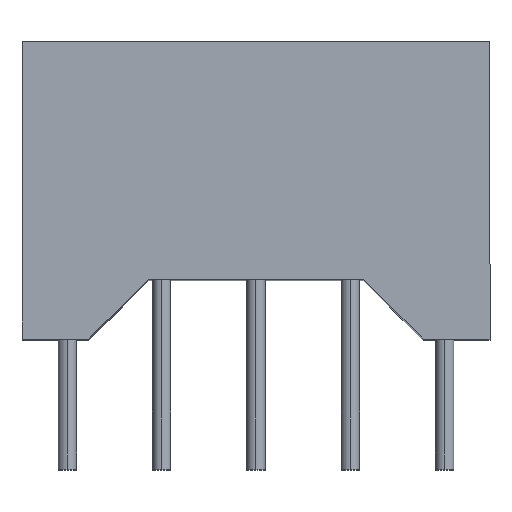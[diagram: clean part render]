
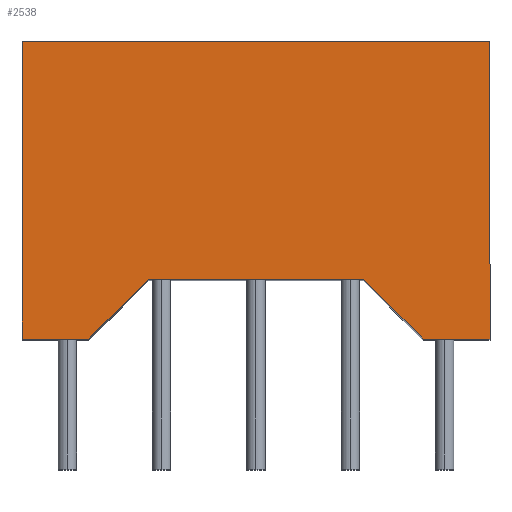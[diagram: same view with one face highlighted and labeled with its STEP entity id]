
A CAD part, top view. The second image highlights one B-rep face of the part: STEP entity #2538.
In plain terms, the highlighted planar face has unit normal (0, 0, 1).
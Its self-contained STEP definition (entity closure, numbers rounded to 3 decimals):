
#135 = EDGE_CURVE ( 'NONE', #902, #743, #1313, .T. ) ;
#311 = AXIS2_PLACEMENT_3D ( 'NONE', #3214, #3225, #3226 ) ;
#404 = EDGE_CURVE ( 'NONE', #743, #763, #2051, .T. ) ;
#407 = EDGE_CURVE ( 'NONE', #900, #902, #2035, .T. ) ;
#408 = EDGE_CURVE ( 'NONE', #763, #850, #2029, .T. ) ;
#416 = EDGE_CURVE ( 'NONE', #807, #900, #2010, .T. ) ;
#420 = EDGE_CURVE ( 'NONE', #752, #807, #1977, .T. ) ;
#441 = EDGE_CURVE ( 'NONE', #850, #790, #1885, .T. ) ;
#463 = EDGE_CURVE ( 'NONE', #790, #752, #1787, .T. ) ;
#743 = VERTEX_POINT ( 'NONE', #1131 ) ;
#752 = VERTEX_POINT ( 'NONE', #1134 ) ;
#763 = VERTEX_POINT ( 'NONE', #1136 ) ;
#790 = VERTEX_POINT ( 'NONE', #1159 ) ;
#807 = VERTEX_POINT ( 'NONE', #1162 ) ;
#822 = ORIENTED_EDGE ( 'NONE', *, *, #135, .T. ) ;
#850 = VERTEX_POINT ( 'NONE', #2206 ) ;
#900 = VERTEX_POINT ( 'NONE', #2214 ) ;
#902 = VERTEX_POINT ( 'NONE', #2218 ) ;
#1046 = CARTESIAN_POINT ( 'NONE',  ( -6.3, 0., 9.5 ) ) ;
#1047 = DIRECTION ( 'NONE',  ( 0., -1., 0. ) ) ;
#1131 = CARTESIAN_POINT ( 'NONE',  ( 6.3, 0., 9.5 ) ) ;
#1134 = CARTESIAN_POINT ( 'NONE',  ( -4.5, 0., 9.5 ) ) ;
#1136 = CARTESIAN_POINT ( 'NONE',  ( 6.3, 8., 9.5 ) ) ;
#1159 = CARTESIAN_POINT ( 'NONE',  ( -6.3, 0., 9.5 ) ) ;
#1162 = CARTESIAN_POINT ( 'NONE',  ( -2.9, 1.6, 9.5 ) ) ;
#1312 = VECTOR ( 'NONE', #2549, 1000. ) ;
#1313 = LINE ( 'NONE', #2551, #1312 ) ;
#1587 = ORIENTED_EDGE ( 'NONE', *, *, #408, .T. ) ;
#1777 = EDGE_LOOP ( 'NONE', ( #1871, #1870, #1950, #1868, #1983, #822, #1858, #1587 ) ) ;
#1781 = VECTOR ( 'NONE', #2182, 1000. ) ;
#1787 = LINE ( 'NONE', #2181, #1781 ) ;
#1858 = ORIENTED_EDGE ( 'NONE', *, *, #404, .T. ) ;
#1868 = ORIENTED_EDGE ( 'NONE', *, *, #416, .T. ) ;
#1870 = ORIENTED_EDGE ( 'NONE', *, *, #463, .T. ) ;
#1871 = ORIENTED_EDGE ( 'NONE', *, *, #441, .T. ) ;
#1881 = VECTOR ( 'NONE', #1047, 1000. ) ;
#1885 = LINE ( 'NONE', #1046, #1881 ) ;
#1950 = ORIENTED_EDGE ( 'NONE', *, *, #420, .T. ) ;
#1970 = VECTOR ( 'NONE', #2162, 1000. ) ;
#1977 = LINE ( 'NONE', #2161, #1970 ) ;
#1983 = ORIENTED_EDGE ( 'NONE', *, *, #407, .T. ) ;
#1989 = VECTOR ( 'NONE', #2152, 1000. ) ;
#2010 = LINE ( 'NONE', #3378, #1989 ) ;
#2023 = VECTOR ( 'NONE', #3372, 1000. ) ;
#2025 = VECTOR ( 'NONE', #3370, 1000. ) ;
#2029 = LINE ( 'NONE', #3371, #2023 ) ;
#2035 = LINE ( 'NONE', #3369, #2025 ) ;
#2038 = VECTOR ( 'NONE', #3354, 1000. ) ;
#2051 = LINE ( 'NONE', #3361, #2038 ) ;
#2152 = DIRECTION ( 'NONE',  ( 1., 0., 0. ) ) ;
#2161 = CARTESIAN_POINT ( 'NONE',  ( -4.5, 0., 9.5 ) ) ;
#2162 = DIRECTION ( 'NONE',  ( 0.707, 0.707, 0. ) ) ;
#2181 = CARTESIAN_POINT ( 'NONE',  ( -6.3, 0., 9.5 ) ) ;
#2182 = DIRECTION ( 'NONE',  ( 1., 0., 0. ) ) ;
#2206 = CARTESIAN_POINT ( 'NONE',  ( -6.3, 8., 9.5 ) ) ;
#2214 = CARTESIAN_POINT ( 'NONE',  ( 2.9, 1.6, 9.5 ) ) ;
#2218 = CARTESIAN_POINT ( 'NONE',  ( 4.5, 0., 9.5 ) ) ;
#2538 = ADVANCED_FACE ( 'NONE', ( #3078 ), #3223, .F. ) ;
#2549 = DIRECTION ( 'NONE',  ( 1., 0., 0. ) ) ;
#2551 = CARTESIAN_POINT ( 'NONE',  ( 6.3, 0., 9.5 ) ) ;
#3078 = FACE_OUTER_BOUND ( 'NONE', #1777, .T. ) ;
#3214 = CARTESIAN_POINT ( 'NONE',  ( -6.3, 8., 9.5 ) ) ;
#3223 = PLANE ( 'NONE',  #311 ) ;
#3225 = DIRECTION ( 'NONE',  ( 0., 0., -1. ) ) ;
#3226 = DIRECTION ( 'NONE',  ( -1., 0., 0. ) ) ;
#3354 = DIRECTION ( 'NONE',  ( 0., 1., 0. ) ) ;
#3361 = CARTESIAN_POINT ( 'NONE',  ( 6.3, 0., 9.5 ) ) ;
#3369 = CARTESIAN_POINT ( 'NONE',  ( 4.5, 0., 9.5 ) ) ;
#3370 = DIRECTION ( 'NONE',  ( 0.707, -0.707, 0. ) ) ;
#3371 = CARTESIAN_POINT ( 'NONE',  ( -6.3, 8., 9.5 ) ) ;
#3372 = DIRECTION ( 'NONE',  ( -1., 0., 0. ) ) ;
#3378 = CARTESIAN_POINT ( 'NONE',  ( -2.9, 1.6, 9.5 ) ) ;
